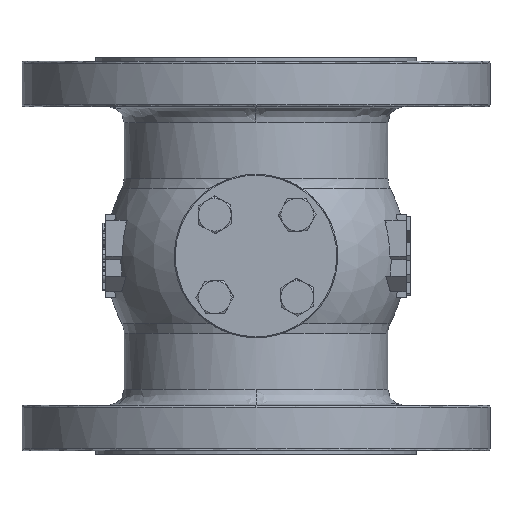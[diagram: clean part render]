
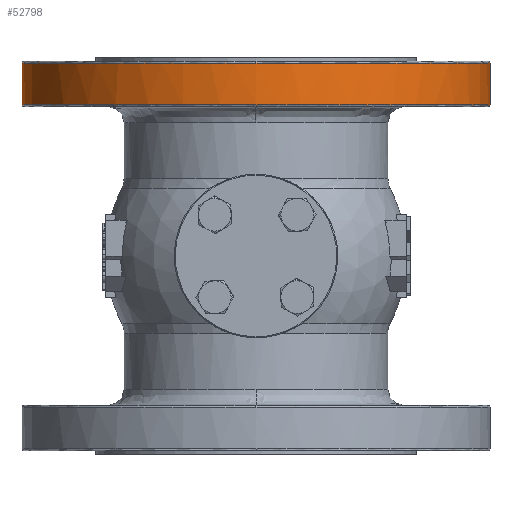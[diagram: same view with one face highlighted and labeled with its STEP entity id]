
A CAD part, front view. The second image highlights one B-rep face of the part: STEP entity #52798.
In plain terms, the highlighted cylindrical face has radius 114.5 mm (diameter 229 mm), a partial arc.
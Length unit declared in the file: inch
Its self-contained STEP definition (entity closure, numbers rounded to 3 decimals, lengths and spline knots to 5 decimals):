
#1244 = CARTESIAN_POINT ( 'NONE',  ( -4.50787, 0., 2.91732 ) ) ;
#1975 = VERTEX_POINT ( 'NONE', #49050 ) ;
#2775 = ORIENTED_EDGE ( 'NONE', *, *, #38053, .T. ) ;
#4239 = VERTEX_POINT ( 'NONE', #10859 ) ;
#7007 = DIRECTION ( 'NONE',  ( 1., 0., 0. ) ) ;
#7387 = CARTESIAN_POINT ( 'NONE',  ( 4.50787, 0., 3.18373 ) ) ;
#9099 = CARTESIAN_POINT ( 'NONE',  ( 0., -4.50787, 2.91732 ) ) ;
#9582 = ORIENTED_EDGE ( 'NONE', *, *, #24672, .F. ) ;
#9960 = CARTESIAN_POINT ( 'NONE',  ( 0., -4.50787, 3.71654 ) ) ;
#10859 = CARTESIAN_POINT ( 'NONE',  ( 0., -4.50787, 2.91732 ) ) ;
#10907 = CARTESIAN_POINT ( 'NONE',  ( 4.50787, 0., 3.71654 ) ) ;
#13273 = CARTESIAN_POINT ( 'NONE',  ( 4.50787, 0., 2.91732 ) ) ;
#14853 = ORIENTED_EDGE ( 'NONE', *, *, #16235, .F. ) ;
#15523 = CARTESIAN_POINT ( 'NONE',  ( -4.50787, -3.00525, 3.71654 ) ) ;
#16235 = EDGE_CURVE ( 'NONE', #19847, #49705, #49767, .T. ) ;
#18142 = ORIENTED_EDGE ( 'NONE', *, *, #27870, .T. ) ;
#19847 = VERTEX_POINT ( 'NONE', #30732 ) ;
#20190 = CARTESIAN_POINT ( 'NONE',  ( 4.50787, 0., 3.71654 ) ) ;
#20472 = CARTESIAN_POINT ( 'NONE',  ( 0., -4.50787, 2.91732 ) ) ;
#20797 = B_SPLINE_CURVE_WITH_KNOTS ( 'NONE', 3,
 ( #29047, #7387, #24886, #20190 ),
 .UNSPECIFIED., .F., .F.,
 ( 4, 4 ),
 ( 0., 1. ),
 .UNSPECIFIED. ) ;
#21362 = VERTEX_POINT ( 'NONE', #10907 ) ;
#23332 = CARTESIAN_POINT ( 'NONE',  ( -2.25394, -4.50787, 3.71654 ) ) ;
#24606 =( BOUNDED_CURVE ( )  B_SPLINE_CURVE ( 3, ( #13273, #34370, #33538, #9099 ),
 .UNSPECIFIED., .F., .T. ) 
 B_SPLINE_CURVE_WITH_KNOTS ( ( 4, 4 ),
 ( 0., 1. ),
 .UNSPECIFIED. ) 
 CURVE ( )  GEOMETRIC_REPRESENTATION_ITEM ( )  RATIONAL_B_SPLINE_CURVE ( ( 0.478, 0.478, 0.638, 0.957 ) ) 
 REPRESENTATION_ITEM ( '' )  );
#24613 = ORIENTED_EDGE ( 'NONE', *, *, #48015, .F. ) ;
#24672 = EDGE_CURVE ( 'NONE', #1975, #4239, #24606, .T. ) ;
#24886 = CARTESIAN_POINT ( 'NONE',  ( 4.50787, 0., 3.45013 ) ) ;
#25177 = CARTESIAN_POINT ( 'NONE',  ( -4.50787, -3.00525, 2.91732 ) ) ;
#25435 = EDGE_LOOP ( 'NONE', ( #24613, #14853, #18142, #54563, #9582, #2775 ) ) ;
#26876 = CARTESIAN_POINT ( 'NONE',  ( 4.50787, -3.00525, 3.71654 ) ) ;
#27155 = AXIS2_PLACEMENT_3D ( 'NONE', #49273, #27558, #7007 ) ;
#27558 = DIRECTION ( 'NONE',  ( 0., 0., 1. ) ) ;
#27870 = EDGE_CURVE ( 'NONE', #19847, #35010, #42845, .T. ) ;
#29047 = CARTESIAN_POINT ( 'NONE',  ( 4.50787, 0., 2.91732 ) ) ;
#29945 = CARTESIAN_POINT ( 'NONE',  ( -4.50787, 0., 2.91732 ) ) ;
#30732 = CARTESIAN_POINT ( 'NONE',  ( -4.50787, 0., 3.71654 ) ) ;
#31955 =( BOUNDED_CURVE ( )  B_SPLINE_CURVE ( 3, ( #9960, #34421, #26876, #47262 ),
 .UNSPECIFIED., .F., .F. ) 
 B_SPLINE_CURVE_WITH_KNOTS ( ( 4, 4 ),
 ( 0., 1. ),
 .UNSPECIFIED. ) 
 CURVE ( )  GEOMETRIC_REPRESENTATION_ITEM ( )  RATIONAL_B_SPLINE_CURVE ( ( 0.957, 0.638, 0.478, 0.478 ) ) 
 REPRESENTATION_ITEM ( '' )  );
#33538 = CARTESIAN_POINT ( 'NONE',  ( 2.25394, -4.50787, 2.91732 ) ) ;
#34334 = CARTESIAN_POINT ( 'NONE',  ( -4.50787, 0., 3.71654 ) ) ;
#34370 = CARTESIAN_POINT ( 'NONE',  ( 4.50787, -3.00525, 2.91732 ) ) ;
#34421 = CARTESIAN_POINT ( 'NONE',  ( 2.25394, -4.50787, 3.71654 ) ) ;
#35010 = VERTEX_POINT ( 'NONE', #29945 ) ;
#36353 = CARTESIAN_POINT ( 'NONE',  ( -4.50787, 0., 3.71654 ) ) ;
#37401 = CARTESIAN_POINT ( 'NONE',  ( -2.25394, -4.50787, 2.91732 ) ) ;
#38053 = EDGE_CURVE ( 'NONE', #1975, #21362, #20797, .T. ) ;
#38786 = CARTESIAN_POINT ( 'NONE',  ( -4.50787, 0., 3.18373 ) ) ;
#39786 = FACE_OUTER_BOUND ( 'NONE', #25435, .T. ) ;
#41399 = EDGE_CURVE ( 'NONE', #4239, #35010, #51446, .T. ) ;
#42845 = B_SPLINE_CURVE_WITH_KNOTS ( 'NONE', 3,
 ( #34334, #51278, #38786, #1244 ),
 .UNSPECIFIED., .F., .F.,
 ( 4, 4 ),
 ( 0., 1. ),
 .UNSPECIFIED. ) ;
#47262 = CARTESIAN_POINT ( 'NONE',  ( 4.50787, 0., 3.71654 ) ) ;
#48015 = EDGE_CURVE ( 'NONE', #49705, #21362, #31955, .T. ) ;
#48902 = CARTESIAN_POINT ( 'NONE',  ( 0., -4.50787, 3.71654 ) ) ;
#48989 = CYLINDRICAL_SURFACE ( 'NONE', #27155, 4.50787 ) ;
#49050 = CARTESIAN_POINT ( 'NONE',  ( 4.50787, 0., 2.91732 ) ) ;
#49160 = CARTESIAN_POINT ( 'NONE',  ( 0., -4.50787, 3.71654 ) ) ;
#49273 = CARTESIAN_POINT ( 'NONE',  ( 0., 0., 2.91732 ) ) ;
#49705 = VERTEX_POINT ( 'NONE', #49160 ) ;
#49767 =( BOUNDED_CURVE ( )  B_SPLINE_CURVE ( 3, ( #36353, #15523, #23332, #48902 ),
 .UNSPECIFIED., .F., .T. ) 
 B_SPLINE_CURVE_WITH_KNOTS ( ( 4, 4 ),
 ( 0., 1. ),
 .UNSPECIFIED. ) 
 CURVE ( )  GEOMETRIC_REPRESENTATION_ITEM ( )  RATIONAL_B_SPLINE_CURVE ( ( 0.478, 0.478, 0.638, 0.957 ) ) 
 REPRESENTATION_ITEM ( '' )  );
#51278 = CARTESIAN_POINT ( 'NONE',  ( -4.50787, 0., 3.45013 ) ) ;
#51446 =( BOUNDED_CURVE ( )  B_SPLINE_CURVE ( 3, ( #20472, #37401, #25177, #53481 ),
 .UNSPECIFIED., .F., .F. ) 
 B_SPLINE_CURVE_WITH_KNOTS ( ( 4, 4 ),
 ( 0., 1. ),
 .UNSPECIFIED. ) 
 CURVE ( )  GEOMETRIC_REPRESENTATION_ITEM ( )  RATIONAL_B_SPLINE_CURVE ( ( 0.957, 0.638, 0.478, 0.478 ) ) 
 REPRESENTATION_ITEM ( '' )  );
#52798 = ADVANCED_FACE ( 'NONE', ( #39786 ), #48989, .T. ) ;
#53481 = CARTESIAN_POINT ( 'NONE',  ( -4.50787, 0., 2.91732 ) ) ;
#54563 = ORIENTED_EDGE ( 'NONE', *, *, #41399, .F. ) ;
